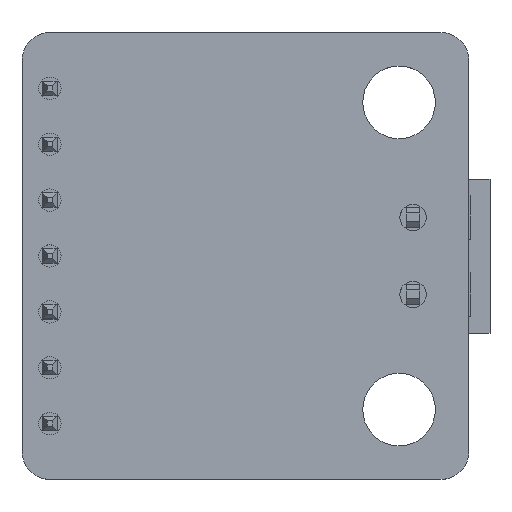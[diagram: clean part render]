
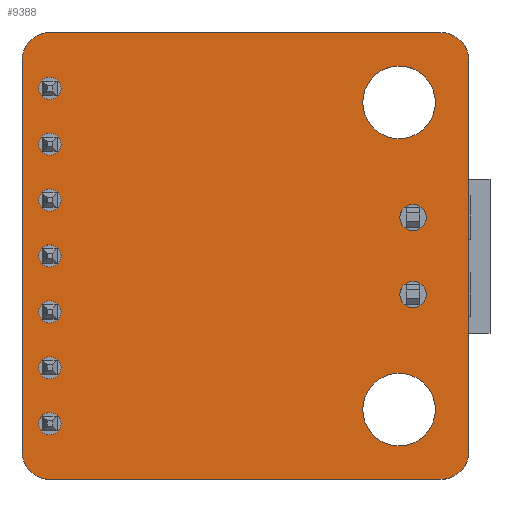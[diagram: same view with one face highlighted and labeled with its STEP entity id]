
A CAD part, top view. The second image highlights one B-rep face of the part: STEP entity #9388.
In plain terms, the highlighted planar face has unit normal (0, 0, 1).
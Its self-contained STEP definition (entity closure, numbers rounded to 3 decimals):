
#126=FACE_BOUND('',#1274,.T.);
#127=FACE_BOUND('',#1275,.T.);
#128=FACE_BOUND('',#1276,.T.);
#129=FACE_BOUND('',#1277,.T.);
#130=FACE_BOUND('',#1278,.T.);
#131=FACE_BOUND('',#1279,.T.);
#132=FACE_BOUND('',#1280,.T.);
#133=FACE_BOUND('',#1281,.T.);
#134=FACE_BOUND('',#1282,.T.);
#135=FACE_BOUND('',#1283,.T.);
#136=FACE_BOUND('',#1284,.T.);
#236=CIRCLE('',#10008,1.27);
#237=CIRCLE('',#10012,1.27);
#238=CIRCLE('',#10013,1.27);
#239=CIRCLE('',#10014,1.27);
#240=CIRCLE('',#10015,1.651);
#241=CIRCLE('',#10016,0.6);
#242=CIRCLE('',#10017,0.508);
#243=CIRCLE('',#10018,0.508);
#244=CIRCLE('',#10019,0.508);
#245=CIRCLE('',#10020,0.6);
#246=CIRCLE('',#10021,1.651);
#247=CIRCLE('',#10022,0.508);
#248=CIRCLE('',#10023,0.508);
#249=CIRCLE('',#10024,0.508);
#250=CIRCLE('',#10025,0.508);
#731=FACE_OUTER_BOUND('',#1273,.T.);
#1273=EDGE_LOOP('',(#8363,#8364,#8365,#8366,#8367,#8368,#8369,#8370));
#1274=EDGE_LOOP('',(#8371));
#1275=EDGE_LOOP('',(#8372));
#1276=EDGE_LOOP('',(#8373));
#1277=EDGE_LOOP('',(#8374));
#1278=EDGE_LOOP('',(#8375));
#1279=EDGE_LOOP('',(#8376));
#1280=EDGE_LOOP('',(#8377));
#1281=EDGE_LOOP('',(#8378));
#1282=EDGE_LOOP('',(#8379));
#1283=EDGE_LOOP('',(#8380));
#1284=EDGE_LOOP('',(#8381));
#2476=LINE('',#15052,#3671);
#2477=LINE('',#15055,#3672);
#2479=LINE('',#15061,#3674);
#2480=LINE('',#15065,#3675);
#3671=VECTOR('',#12396,1.);
#3672=VECTOR('',#12399,1.);
#3674=VECTOR('',#12405,1.);
#3675=VECTOR('',#12408,1.);
#4494=VERTEX_POINT('',#15044);
#4495=VERTEX_POINT('',#15046);
#4496=VERTEX_POINT('',#15050);
#4497=VERTEX_POINT('',#15054);
#4498=VERTEX_POINT('',#15058);
#4499=VERTEX_POINT('',#15060);
#4500=VERTEX_POINT('',#15062);
#4501=VERTEX_POINT('',#15064);
#4502=VERTEX_POINT('',#15067);
#4503=VERTEX_POINT('',#15069);
#4504=VERTEX_POINT('',#15071);
#4505=VERTEX_POINT('',#15073);
#4506=VERTEX_POINT('',#15075);
#4507=VERTEX_POINT('',#15077);
#4508=VERTEX_POINT('',#15079);
#4509=VERTEX_POINT('',#15081);
#4510=VERTEX_POINT('',#15083);
#4511=VERTEX_POINT('',#15085);
#4512=VERTEX_POINT('',#15087);
#5793=EDGE_CURVE('',#4494,#4495,#236,.T.);
#5796=EDGE_CURVE('',#4496,#4494,#2476,.T.);
#5797=EDGE_CURVE('',#4495,#4497,#2477,.T.);
#5799=EDGE_CURVE('',#4498,#4496,#237,.T.);
#5800=EDGE_CURVE('',#4499,#4498,#2479,.T.);
#5801=EDGE_CURVE('',#4500,#4499,#238,.T.);
#5802=EDGE_CURVE('',#4501,#4500,#2480,.T.);
#5803=EDGE_CURVE('',#4497,#4501,#239,.T.);
#5804=EDGE_CURVE('',#4502,#4502,#240,.T.);
#5805=EDGE_CURVE('',#4503,#4503,#241,.T.);
#5806=EDGE_CURVE('',#4504,#4504,#242,.T.);
#5807=EDGE_CURVE('',#4505,#4505,#243,.T.);
#5808=EDGE_CURVE('',#4506,#4506,#244,.T.);
#5809=EDGE_CURVE('',#4507,#4507,#245,.T.);
#5810=EDGE_CURVE('',#4508,#4508,#246,.T.);
#5811=EDGE_CURVE('',#4509,#4509,#247,.T.);
#5812=EDGE_CURVE('',#4510,#4510,#248,.T.);
#5813=EDGE_CURVE('',#4511,#4511,#249,.T.);
#5814=EDGE_CURVE('',#4512,#4512,#250,.T.);
#8363=ORIENTED_EDGE('',*,*,#5793,.F.);
#8364=ORIENTED_EDGE('',*,*,#5796,.F.);
#8365=ORIENTED_EDGE('',*,*,#5799,.F.);
#8366=ORIENTED_EDGE('',*,*,#5800,.F.);
#8367=ORIENTED_EDGE('',*,*,#5801,.F.);
#8368=ORIENTED_EDGE('',*,*,#5802,.F.);
#8369=ORIENTED_EDGE('',*,*,#5803,.F.);
#8370=ORIENTED_EDGE('',*,*,#5797,.F.);
#8371=ORIENTED_EDGE('',*,*,#5804,.T.);
#8372=ORIENTED_EDGE('',*,*,#5805,.T.);
#8373=ORIENTED_EDGE('',*,*,#5806,.T.);
#8374=ORIENTED_EDGE('',*,*,#5807,.T.);
#8375=ORIENTED_EDGE('',*,*,#5808,.T.);
#8376=ORIENTED_EDGE('',*,*,#5809,.T.);
#8377=ORIENTED_EDGE('',*,*,#5810,.T.);
#8378=ORIENTED_EDGE('',*,*,#5811,.T.);
#8379=ORIENTED_EDGE('',*,*,#5812,.T.);
#8380=ORIENTED_EDGE('',*,*,#5813,.T.);
#8381=ORIENTED_EDGE('',*,*,#5814,.T.);
#8905=PLANE('',#10011);
#9388=ADVANCED_FACE('',(#731,#126,#127,#128,#129,#130,#131,#132,#133,#134,
#135,#136),#8905,.F.);
#10008=AXIS2_PLACEMENT_3D('',#15047,#12390,#12391);
#10011=AXIS2_PLACEMENT_3D('',#15057,#12401,#12402);
#10012=AXIS2_PLACEMENT_3D('',#15059,#12403,#12404);
#10013=AXIS2_PLACEMENT_3D('',#15063,#12406,#12407);
#10014=AXIS2_PLACEMENT_3D('',#15066,#12409,#12410);
#10015=AXIS2_PLACEMENT_3D('',#15068,#12411,#12412);
#10016=AXIS2_PLACEMENT_3D('',#15070,#12413,#12414);
#10017=AXIS2_PLACEMENT_3D('',#15072,#12415,#12416);
#10018=AXIS2_PLACEMENT_3D('',#15074,#12417,#12418);
#10019=AXIS2_PLACEMENT_3D('',#15076,#12419,#12420);
#10020=AXIS2_PLACEMENT_3D('',#15078,#12421,#12422);
#10021=AXIS2_PLACEMENT_3D('',#15080,#12423,#12424);
#10022=AXIS2_PLACEMENT_3D('',#15082,#12425,#12426);
#10023=AXIS2_PLACEMENT_3D('',#15084,#12427,#12428);
#10024=AXIS2_PLACEMENT_3D('',#15086,#12429,#12430);
#10025=AXIS2_PLACEMENT_3D('',#15088,#12431,#12432);
#12390=DIRECTION('center_axis',(0.,0.,-1.));
#12391=DIRECTION('ref_axis',(0.,1.,0.));
#12396=DIRECTION('',(1.,0.,0.));
#12399=DIRECTION('',(0.,-1.,0.));
#12401=DIRECTION('center_axis',(0.,0.,-1.));
#12402=DIRECTION('ref_axis',(-1.,0.,0.));
#12403=DIRECTION('center_axis',(0.,0.,-1.));
#12404=DIRECTION('ref_axis',(-1.,0.,0.));
#12405=DIRECTION('',(0.,1.,0.));
#12406=DIRECTION('center_axis',(0.,0.,-1.));
#12407=DIRECTION('ref_axis',(0.,-1.,0.));
#12408=DIRECTION('',(-1.,0.,0.));
#12409=DIRECTION('center_axis',(0.,0.,-1.));
#12410=DIRECTION('ref_axis',(1.,0.,0.));
#12411=DIRECTION('center_axis',(0.,0.,-1.));
#12412=DIRECTION('ref_axis',(0.,-1.,0.));
#12413=DIRECTION('center_axis',(0.,0.,-1.));
#12414=DIRECTION('ref_axis',(0.,-1.,0.));
#12415=DIRECTION('center_axis',(0.,0.,-1.));
#12416=DIRECTION('ref_axis',(0.,-1.,0.));
#12417=DIRECTION('center_axis',(0.,0.,-1.));
#12418=DIRECTION('ref_axis',(0.,-1.,0.));
#12419=DIRECTION('center_axis',(0.,0.,-1.));
#12420=DIRECTION('ref_axis',(0.,-1.,0.));
#12421=DIRECTION('center_axis',(0.,0.,-1.));
#12422=DIRECTION('ref_axis',(0.,-1.,0.));
#12423=DIRECTION('center_axis',(0.,0.,-1.));
#12424=DIRECTION('ref_axis',(0.,-1.,0.));
#12425=DIRECTION('center_axis',(0.,0.,-1.));
#12426=DIRECTION('ref_axis',(0.,-1.,0.));
#12427=DIRECTION('center_axis',(0.,0.,-1.));
#12428=DIRECTION('ref_axis',(0.,-1.,0.));
#12429=DIRECTION('center_axis',(0.,0.,-1.));
#12430=DIRECTION('ref_axis',(0.,-1.,0.));
#12431=DIRECTION('center_axis',(0.,0.,-1.));
#12432=DIRECTION('ref_axis',(0.,-1.,0.));
#15044=CARTESIAN_POINT('',(8.89,10.16,1.6));
#15046=CARTESIAN_POINT('',(10.16,8.89,1.6));
#15047=CARTESIAN_POINT('Origin',(8.89,8.89,1.6));
#15050=CARTESIAN_POINT('',(-8.89,10.16,1.6));
#15052=CARTESIAN_POINT('',(-8.89,10.16,1.6));
#15054=CARTESIAN_POINT('',(10.16,-8.89,1.6));
#15055=CARTESIAN_POINT('',(10.16,8.89,1.6));
#15057=CARTESIAN_POINT('Origin',(0.,0.,1.6));
#15058=CARTESIAN_POINT('',(-10.16,8.89,1.6));
#15059=CARTESIAN_POINT('Origin',(-8.89,8.89,1.6));
#15060=CARTESIAN_POINT('',(-10.16,-8.89,1.6));
#15061=CARTESIAN_POINT('',(-10.16,-8.89,1.6));
#15062=CARTESIAN_POINT('',(-8.89,-10.16,1.6));
#15063=CARTESIAN_POINT('Origin',(-8.89,-8.89,1.6));
#15064=CARTESIAN_POINT('',(8.89,-10.16,1.6));
#15065=CARTESIAN_POINT('',(8.89,-10.16,1.6));
#15066=CARTESIAN_POINT('Origin',(8.89,-8.89,1.6));
#15067=CARTESIAN_POINT('',(6.985,-5.334,1.6));
#15068=CARTESIAN_POINT('Origin',(6.985,-6.985,1.6));
#15069=CARTESIAN_POINT('',(7.62,-1.15,1.6));
#15070=CARTESIAN_POINT('Origin',(7.62,-1.75,1.6));
#15071=CARTESIAN_POINT('',(-8.89,-7.112,1.6));
#15072=CARTESIAN_POINT('Origin',(-8.89,-7.62,1.6));
#15073=CARTESIAN_POINT('',(-8.89,-4.572,1.6));
#15074=CARTESIAN_POINT('Origin',(-8.89,-5.08,1.6));
#15075=CARTESIAN_POINT('',(-8.89,-2.032,1.6));
#15076=CARTESIAN_POINT('Origin',(-8.89,-2.54,1.6));
#15077=CARTESIAN_POINT('',(7.62,2.35,1.6));
#15078=CARTESIAN_POINT('Origin',(7.62,1.75,1.6));
#15079=CARTESIAN_POINT('',(6.985,8.636,1.6));
#15080=CARTESIAN_POINT('Origin',(6.985,6.985,1.6));
#15081=CARTESIAN_POINT('',(-8.89,0.508,1.6));
#15082=CARTESIAN_POINT('Origin',(-8.89,0.,1.6));
#15083=CARTESIAN_POINT('',(-8.89,3.048,1.6));
#15084=CARTESIAN_POINT('Origin',(-8.89,2.54,1.6));
#15085=CARTESIAN_POINT('',(-8.89,5.588,1.6));
#15086=CARTESIAN_POINT('Origin',(-8.89,5.08,1.6));
#15087=CARTESIAN_POINT('',(-8.89,8.128,1.6));
#15088=CARTESIAN_POINT('Origin',(-8.89,7.62,1.6));
